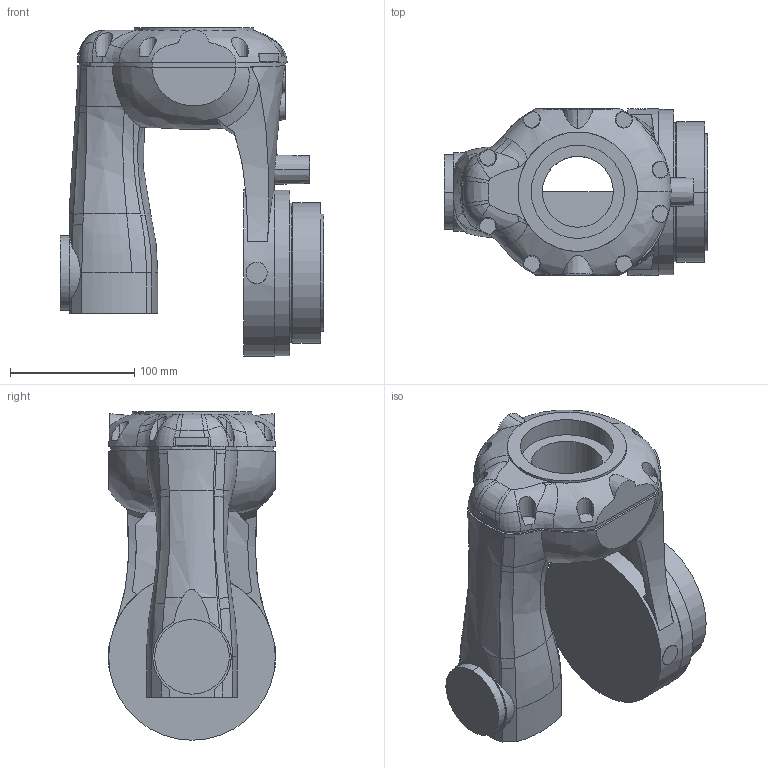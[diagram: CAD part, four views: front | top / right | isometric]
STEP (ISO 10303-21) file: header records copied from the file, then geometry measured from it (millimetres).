
FILE_DESCRIPTION (( 'STEP AP203' ), '1' );
FILE_NAME ('ROBOT_ARM_1009_Predeterminado_sldprt.STEP', '2024-06-16T18:36:56', ( '' ), ( '' ), 'SwSTEP 2.0', 'SolidWorks 2021', '' );
FILE_SCHEMA (( 'CONFIG_CONTROL_DESIGN' ));
Length unit declared in the file: millimetre
Products named in the file (1): ROBOT_ARM_1009_Predeterminado_sldprt
Bounding box: 212 x 134 x 264 mm (x, y, z)
Volume: 2476064.2 mm3; surface area: 189640.7 mm2
Topology: 1 solids, 1 shells, 226 faces, 629 edges, 422 vertices
Faces by surface type: bspline 86, plane 61, cylinder 48, cone 31
Entity records: 14656 total; most frequent: CARTESIAN_POINT 9834, ORIENTED_EDGE 1258, EDGE_CURVE 629, DIRECTION 546, VERTEX_POINT 422, B_SPLINE_CURVE_WITH_KNOTS 422, EDGE_LOOP 247, ADVANCED_FACE 226
